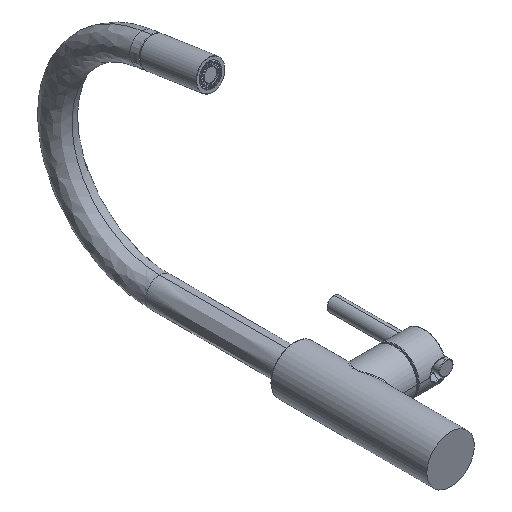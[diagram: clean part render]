
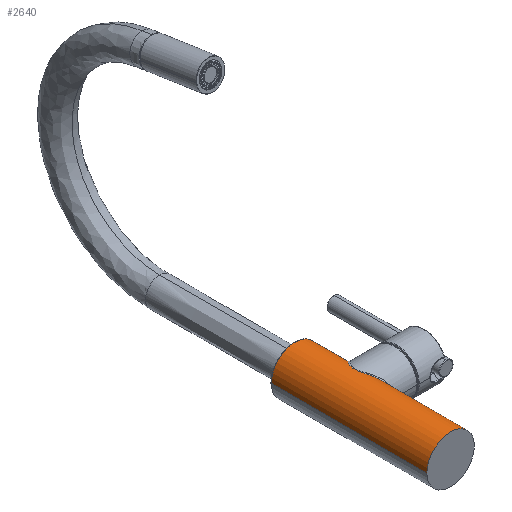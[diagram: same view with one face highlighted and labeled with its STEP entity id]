
A CAD part, isometric view. The second image highlights one B-rep face of the part: STEP entity #2640.
In plain terms, the highlighted cylindrical face has radius 24.13 mm (diameter 48.26 mm), a partial arc.
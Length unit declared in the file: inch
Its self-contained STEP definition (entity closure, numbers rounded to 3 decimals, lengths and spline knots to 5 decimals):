
#728=CARTESIAN_POINT('',(0.,0.,0.));
#729=DIRECTION('',(0.,-1.,0.));
#730=DIRECTION('',(1.,0.,0.));
#731=AXIS2_PLACEMENT_3D('',#728,#729,#730);
#733=DIRECTION('',(0.,1.,0.));
#734=VECTOR('',#733,6.22);
#735=CARTESIAN_POINT('',(-0.95,0.,0.));
#736=LINE('',#735,#734);
#737=CARTESIAN_POINT('',(0.,6.22,0.));
#738=DIRECTION('',(0.,-1.,0.));
#739=DIRECTION('',(1.,0.,0.));
#740=AXIS2_PLACEMENT_3D('',#737,#738,#739);
#742=DIRECTION('',(0.,-1.,0.));
#743=VECTOR('',#742,1.08);
#744=CARTESIAN_POINT('',(0.95,6.22,0.));
#745=LINE('',#744,#743);
#746=CARTESIAN_POINT('',(0.95,5.14,
0.));
#747=CARTESIAN_POINT('',(0.95,5.14,0.02401));
#748=CARTESIAN_POINT('',(0.94818,5.13788,0.07249));
#749=CARTESIAN_POINT('',(0.9397,5.12804,0.14604));
#750=CARTESIAN_POINT('',(0.92514,5.11112,0.22038));
#751=CARTESIAN_POINT('',(0.90416,5.08667,0.29506));
#752=CARTESIAN_POINT('',(0.8762,5.054,0.37014));
#753=CARTESIAN_POINT('',(0.84049,5.0121,0.44552));
#754=CARTESIAN_POINT('',(0.79635,4.95997,0.52056));
#755=CARTESIAN_POINT('',(0.74304,4.89644,0.59433));
#756=CARTESIAN_POINT('',(0.68041,4.82078,0.66541));
#757=CARTESIAN_POINT('',(0.60764,4.73091,0.73232));
#758=CARTESIAN_POINT('',(0.53774,4.64144,0.78446));
#759=CARTESIAN_POINT('',(0.47768,4.56069,0.822));
#760=CARTESIAN_POINT('',(0.42559,4.48579,0.8499));
#761=CARTESIAN_POINT('',(0.38183,4.4165,0.87024));
#762=CARTESIAN_POINT('',(0.34641,4.35211,0.8848));
#763=CARTESIAN_POINT('',(0.31947,4.29206,0.89477));
#764=CARTESIAN_POINT('',(0.30155,4.23693,0.90091));
#765=CARTESIAN_POINT('',(0.29174,4.18728,0.9041));
#766=CARTESIAN_POINT('',(0.28874,4.14102,0.90506));
#767=CARTESIAN_POINT('',(0.29149,4.09476,0.90418));
#768=CARTESIAN_POINT('',(0.30101,4.04505,0.90109));
#769=CARTESIAN_POINT('',(0.3188,3.98966,0.89501));
#770=CARTESIAN_POINT('',(0.34563,3.92942,0.8851));
#771=CARTESIAN_POINT('',(0.38106,3.86478,0.87058));
#772=CARTESIAN_POINT('',(0.42494,3.79518,0.85022));
#773=CARTESIAN_POINT('',(0.47717,3.72001,0.82231));
#774=CARTESIAN_POINT('',(0.53749,3.63888,0.78464));
#775=CARTESIAN_POINT('',(0.60759,3.54915,0.73237));
#776=CARTESIAN_POINT('',(0.68042,3.4592,0.66539));
#777=CARTESIAN_POINT('',(0.74304,3.38357,0.59434));
#778=CARTESIAN_POINT('',(0.79635,3.32003,0.52055));
#779=CARTESIAN_POINT('',(0.84049,3.2679,0.44552));
#780=CARTESIAN_POINT('',(0.87619,3.226,0.37014));
#781=CARTESIAN_POINT('',(0.90416,3.19333,0.29506));
#782=CARTESIAN_POINT('',(0.92514,3.16888,0.22038));
#783=CARTESIAN_POINT('',(0.9397,3.15196,0.14604));
#784=CARTESIAN_POINT('',(0.94818,3.14212,0.07249));
#785=CARTESIAN_POINT('',(0.95,3.14,0.02401));
#786=CARTESIAN_POINT('',(0.95,3.14,
0.));
#788=DIRECTION('',(0.,-1.,0.));
#789=VECTOR('',#788,3.14);
#790=CARTESIAN_POINT('',(0.95,3.14,
0.));
#791=LINE('',#790,#789);
#797=CARTESIAN_POINT('',(0.95,3.14,
0.));
#837=CARTESIAN_POINT('',(0.95,5.14,
0.));
#1270=VERTEX_POINT('',#797);
#1271=VERTEX_POINT('',#837);
#1276=CARTESIAN_POINT('',(0.95,6.22,0.));
#1277=CARTESIAN_POINT('',(-0.95,6.22,0.));
#1278=VERTEX_POINT('',#1276);
#1279=VERTEX_POINT('',#1277);
#1280=CARTESIAN_POINT('',(0.95,0.,0.));
#1281=CARTESIAN_POINT('',(-0.95,0.,0.));
#1282=VERTEX_POINT('',#1280);
#1283=VERTEX_POINT('',#1281);
#2622=CARTESIAN_POINT('',(0.,-0.682,0.));
#2623=DIRECTION('',(0.,1.,0.));
#2624=DIRECTION('',(1.,0.,0.));
#2625=AXIS2_PLACEMENT_3D('',#2622,#2623,#2624);
#2626=CYLINDRICAL_SURFACE('',#2625,0.95);
#2628=ORIENTED_EDGE('',*,*,#2627,.T.);
#2630=ORIENTED_EDGE('',*,*,#2629,.T.);
#2632=ORIENTED_EDGE('',*,*,#2631,.F.);
#2634=ORIENTED_EDGE('',*,*,#2633,.T.);
#2635=ORIENTED_EDGE('',*,*,#2614,.T.);
#2637=ORIENTED_EDGE('',*,*,#2636,.T.);
#2638=EDGE_LOOP('',(#2628,#2630,#2632,#2634,#2635,#2637));
#2639=FACE_OUTER_BOUND('',#2638,.F.);
#2640=ADVANCED_FACE('',(#2639),#2626,.T.);
#732=CIRCLE('',#731,0.95);
#741=CIRCLE('',#740,0.95);
#787=B_SPLINE_CURVE_WITH_KNOTS('',3,(#746,#747,#748,#749,#750,#751,#752,#753,
#754,#755,#756,#757,#758,#759,#760,#761,#762,#763,#764,#765,#766,#767,#768,#769,
#770,#771,#772,#773,#774,#775,#776,#777,#778,#779,#780,#781,#782,#783,#784,#785,
#786),.UNSPECIFIED.,.F.,.F.,(4,1,1,1,1,1,1,1,1,1,1,1,1,1,1,1,1,1,1,1,1,1,1,1,1,
1,1,1,1,1,1,1,1,1,1,1,1,1,4),(0.,0.02632,0.05263,
0.07895,0.10526,0.13158,0.15789,
0.18421,0.21053,0.23684,0.26316,
0.28947,0.31579,0.34211,0.36842,
0.39474,0.42105,0.44737,0.47368,0.5,
0.52632,0.55263,0.57895,0.60526,
0.63158,0.65789,0.68421,0.71053,
0.73684,0.76316,0.78947,0.81579,
0.84211,0.86842,0.89474,0.92105,
0.94737,0.97368,1.),.UNSPECIFIED.);
#2614=EDGE_CURVE('',#1271,#1270,#787,.T.);
#2627=EDGE_CURVE('',#1282,#1283,#732,.T.);
#2629=EDGE_CURVE('',#1283,#1279,#736,.T.);
#2631=EDGE_CURVE('',#1278,#1279,#741,.T.);
#2633=EDGE_CURVE('',#1278,#1271,#745,.T.);
#2636=EDGE_CURVE('',#1270,#1282,#791,.T.);
